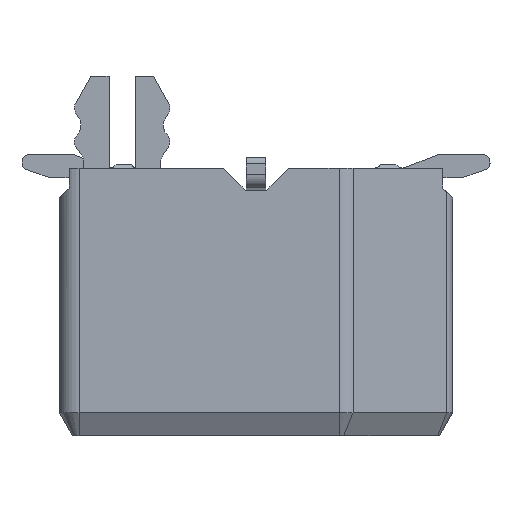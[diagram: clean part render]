
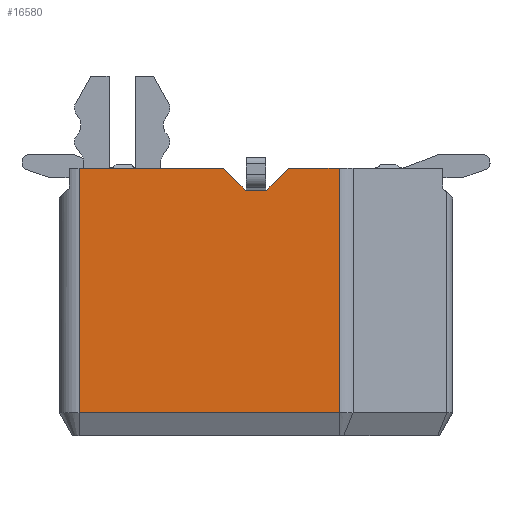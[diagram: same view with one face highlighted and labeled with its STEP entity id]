
A CAD part, left-side view. The second image highlights one B-rep face of the part: STEP entity #16580.
In plain terms, the highlighted planar face has unit normal (-1, 0, 0).
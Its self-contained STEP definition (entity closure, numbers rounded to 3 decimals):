
#14006=CARTESIAN_POINT('',(-10.,-1.261,4.06));
#14007=VERTEX_POINT('',#14006);
#14015=CARTESIAN_POINT('',(-10.,-1.261,0.35));
#14016=VERTEX_POINT('',#14015);
#14017=CARTESIAN_POINT('',(-10.,-1.261,4.06));
#14018=DIRECTION('',(0.,0.,-1.));
#14019=VECTOR('',#14018,3.71);
#14020=LINE('',#14017,#14019);
#14021=EDGE_CURVE('',#14007,#14016,#14020,.T.);
#14094=CARTESIAN_POINT('',(-10.,2.685,0.35));
#14095=VERTEX_POINT('',#14094);
#14096=CARTESIAN_POINT('',(-10.,-1.261,0.35));
#14097=DIRECTION('',(0.,1.,0.));
#14098=VECTOR('',#14097,3.946);
#14099=LINE('',#14096,#14098);
#14100=EDGE_CURVE('',#14016,#14095,#14099,.T.);
#16525=CARTESIAN_POINT('',(-10.,0.8,2.03));
#16526=DIRECTION('',(0.,-1.,0.));
#16527=DIRECTION('',(-1.,0.,0.));
#16528=AXIS2_PLACEMENT_3D('',#16525,#16527,#16526);
#16529=PLANE('',#16528);
#16530=CARTESIAN_POINT('',(-10.,-0.165,3.73));
#16531=VERTEX_POINT('',#16530);
#16532=CARTESIAN_POINT('',(-10.,0.165,3.73));
#16533=VERTEX_POINT('',#16532);
#16534=CARTESIAN_POINT('',(-10.,-0.165,3.73));
#16535=DIRECTION('',(0.,1.,0.));
#16536=VECTOR('',#16535,0.33);
#16537=LINE('',#16534,#16536);
#16538=EDGE_CURVE('',#16531,#16533,#16537,.T.);
#16539=ORIENTED_EDGE('',*,*,#16538,.T.);
#16540=CARTESIAN_POINT('',(-10.,0.495,4.06));
#16541=VERTEX_POINT('',#16540);
#16542=CARTESIAN_POINT('',(-10.,0.165,3.73));
#16543=DIRECTION('',(0.,0.707,0.707));
#16544=VECTOR('',#16543,0.467);
#16545=LINE('',#16542,#16544);
#16546=EDGE_CURVE('',#16533,#16541,#16545,.T.);
#16547=ORIENTED_EDGE('',*,*,#16546,.T.);
#16548=CARTESIAN_POINT('',(-10.,2.685,4.06));
#16549=VERTEX_POINT('',#16548);
#16550=CARTESIAN_POINT('',(-10.,0.495,4.06));
#16551=DIRECTION('',(0.,1.,0.));
#16552=VECTOR('',#16551,2.19);
#16553=LINE('',#16550,#16552);
#16554=EDGE_CURVE('',#16541,#16549,#16553,.T.);
#16555=ORIENTED_EDGE('',*,*,#16554,.T.);
#16556=CARTESIAN_POINT('',(-10.,2.685,4.06));
#16557=DIRECTION('',(0.,0.,-1.));
#16558=VECTOR('',#16557,3.71);
#16559=LINE('',#16556,#16558);
#16560=EDGE_CURVE('',#16549,#14095,#16559,.T.);
#16561=ORIENTED_EDGE('',*,*,#16560,.T.);
#16562=ORIENTED_EDGE('',*,*,#14100,.F.);
#16563=ORIENTED_EDGE('',*,*,#14021,.F.);
#16564=CARTESIAN_POINT('',(-10.,-0.495,4.06));
#16565=VERTEX_POINT('',#16564);
#16566=CARTESIAN_POINT('',(-10.,-1.261,4.06));
#16567=DIRECTION('',(0.,1.,0.));
#16568=VECTOR('',#16567,0.766);
#16569=LINE('',#16566,#16568);
#16570=EDGE_CURVE('',#14007,#16565,#16569,.T.);
#16571=ORIENTED_EDGE('',*,*,#16570,.T.);
#16572=CARTESIAN_POINT('',(-10.,-0.495,4.06));
#16573=DIRECTION('',(0.,0.707,-0.707));
#16574=VECTOR('',#16573,0.467);
#16575=LINE('',#16572,#16574);
#16576=EDGE_CURVE('',#16565,#16531,#16575,.T.);
#16577=ORIENTED_EDGE('',*,*,#16576,.T.);
#16578=EDGE_LOOP('',(#16539,#16547,#16555,#16561,#16562,#16563,#16571,#16577));
#16579=FACE_OUTER_BOUND('',#16578,.T.);
#16580=ADVANCED_FACE('',(#16579),#16529,.T.);
